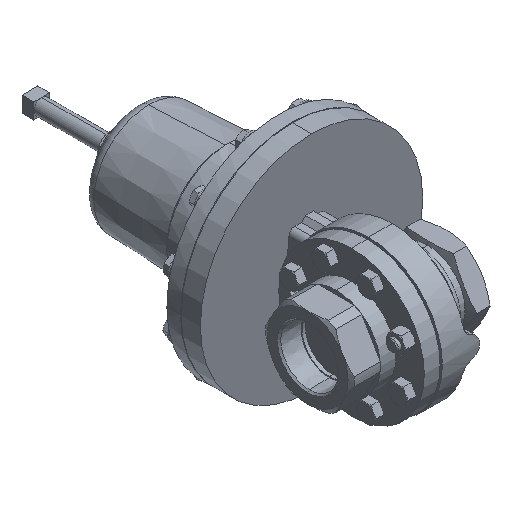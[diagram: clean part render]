
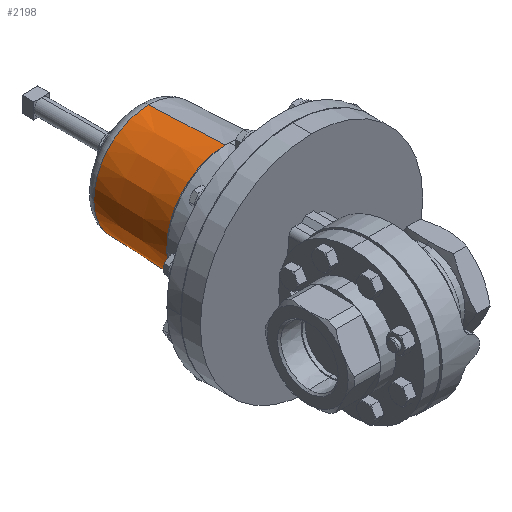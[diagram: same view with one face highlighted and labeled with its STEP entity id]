
A CAD part, isometric view. The second image highlights one B-rep face of the part: STEP entity #2198.
In plain terms, the highlighted conical face has half-angle 2.52 degrees and reference radius 46.979 mm.
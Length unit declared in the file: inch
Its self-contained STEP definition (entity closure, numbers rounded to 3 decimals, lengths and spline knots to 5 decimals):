
#119 = EDGE_CURVE ( 'NONE', #9362, #16746, #17343, .T. ) ;
#451 = ORIENTED_EDGE ( 'NONE', *, *, #14127, .F. ) ;
#661 = DIRECTION ( 'NONE',  ( 0., 0., 1. ) ) ;
#947 = VERTEX_POINT ( 'NONE', #3706 ) ;
#1164 = EDGE_LOOP ( 'NONE', ( #9150, #451, #2244, #15766 ) ) ;
#1987 = CARTESIAN_POINT ( 'NONE',  ( 0., 5.29837, 1.84958 ) ) ;
#2198 = ADVANCED_FACE ( 'NONE', ( #11510 ), #18133, .T. ) ;
#2244 = ORIENTED_EDGE ( 'NONE', *, *, #18218, .T. ) ;
#2674 = AXIS2_PLACEMENT_3D ( 'NONE', #4831, #8993, #661 ) ;
#2861 = DIRECTION ( 'NONE',  ( 0., -1., 0. ) ) ;
#2962 = VECTOR ( 'NONE', #17232, 39.37008 ) ;
#3706 = CARTESIAN_POINT ( 'NONE',  ( 0., 7.72885, -1.74263 ) ) ;
#3862 = EDGE_CURVE ( 'NONE', #5665, #16746, #6542, .T. ) ;
#3942 = AXIS2_PLACEMENT_3D ( 'NONE', #11365, #2861, #9759 ) ;
#4691 = DIRECTION ( 'NONE',  ( 0., 0., 1. ) ) ;
#4831 = CARTESIAN_POINT ( 'NONE',  ( 0., 5.29837, 0. ) ) ;
#5319 = CIRCLE ( 'NONE', #8677, 1.74263 ) ;
#5665 = VERTEX_POINT ( 'NONE', #6108 ) ;
#6108 = CARTESIAN_POINT ( 'NONE',  ( 0., 5.29837, -1.84958 ) ) ;
#6542 = CIRCLE ( 'NONE', #2674, 1.84958 ) ;
#6701 = LINE ( 'NONE', #11683, #2962 ) ;
#7453 = VECTOR ( 'NONE', #11791, 39.37008 ) ;
#8677 = AXIS2_PLACEMENT_3D ( 'NONE', #14533, #13087, #4691 ) ;
#8993 = DIRECTION ( 'NONE',  ( 0., 1., 0. ) ) ;
#9150 = ORIENTED_EDGE ( 'NONE', *, *, #119, .F. ) ;
#9362 = VERTEX_POINT ( 'NONE', #15552 ) ;
#9759 = DIRECTION ( 'NONE',  ( 0., 0., -1. ) ) ;
#10567 = CARTESIAN_POINT ( 'NONE',  ( 0., 5.29837, 1.84958 ) ) ;
#11365 = CARTESIAN_POINT ( 'NONE',  ( 0., 5.29837, 0. ) ) ;
#11510 = FACE_OUTER_BOUND ( 'NONE', #1164, .T. ) ;
#11683 = CARTESIAN_POINT ( 'NONE',  ( 0., 5.29837, -1.84958 ) ) ;
#11791 = DIRECTION ( 'NONE',  ( 0., -0.999, 0.044 ) ) ;
#13087 = DIRECTION ( 'NONE',  ( 0., 1., 0. ) ) ;
#14127 = EDGE_CURVE ( 'NONE', #947, #9362, #5319, .T. ) ;
#14533 = CARTESIAN_POINT ( 'NONE',  ( 0., 7.72885, 0. ) ) ;
#15552 = CARTESIAN_POINT ( 'NONE',  ( 0., 7.72885, 1.74263 ) ) ;
#15766 = ORIENTED_EDGE ( 'NONE', *, *, #3862, .T. ) ;
#16746 = VERTEX_POINT ( 'NONE', #10567 ) ;
#17232 = DIRECTION ( 'NONE',  ( 0., -0.999, -0.044 ) ) ;
#17343 = LINE ( 'NONE', #1987, #7453 ) ;
#18133 = CONICAL_SURFACE ( 'NONE', #3942, 1.84958, 0.044 ) ;
#18218 = EDGE_CURVE ( 'NONE', #947, #5665, #6701, .T. ) ;
